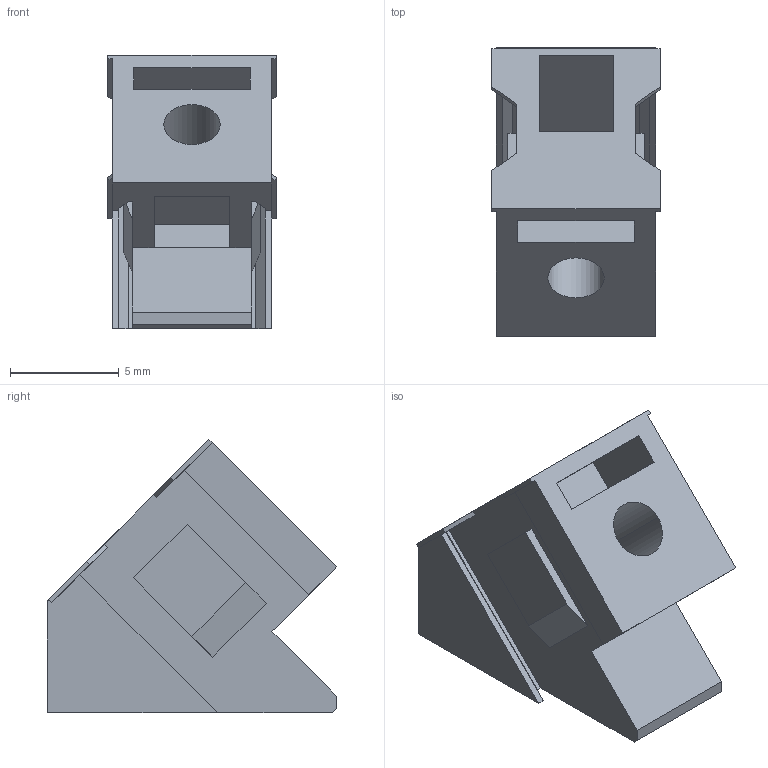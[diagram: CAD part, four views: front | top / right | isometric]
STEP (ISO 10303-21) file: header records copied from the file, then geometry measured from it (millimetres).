
FILE_DESCRIPTION(('CATIA V5 STEP Exchange','CAx-IF Rec.Pracs.--- Model Styling and Organization---1.2---2011-12-15'),'2;1');
FILE_NAME ('D1453255_0_1606450000_1606450000.stp','2018-10-16T17:06:34+00:00',('none'),('Weidmueller'),'CATIA Version 5-6 Release 2014','CATIA V5 STEP AP214','none');
FILE_SCHEMA(('AUTOMOTIVE_DESIGN { 1 0 10303 214 1 1 1 1 }'));
Length unit declared in the file: millimetre
Products named in the file (1): 1606450000
Bounding box: 7.74 x 13.3 x 12.57 mm (x, y, z)
Volume: 533.6 mm3; surface area: 821.9 mm2
Topology: 1 solids, 1 shells, 76 faces, 206 edges, 136 vertices
Faces by surface type: plane 73, cylinder 3
Entity records: 2270 total; most frequent: ORIENTED_EDGE 412, CARTESIAN_POINT 400, DIRECTION 320, EDGE_CURVE 206, VECTOR 196, LINE 196, VERTEX_POINT 136, EDGE_LOOP 82
